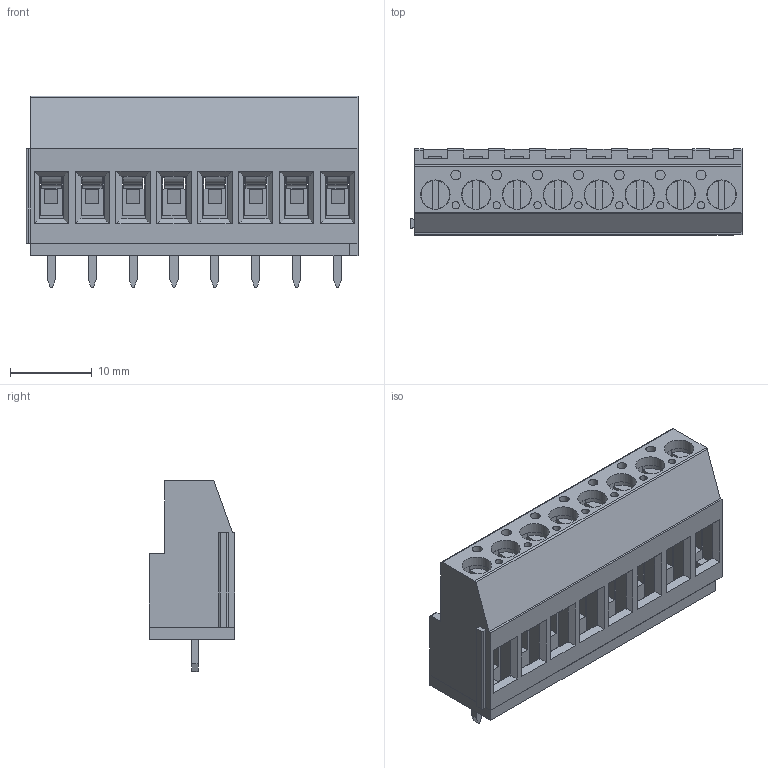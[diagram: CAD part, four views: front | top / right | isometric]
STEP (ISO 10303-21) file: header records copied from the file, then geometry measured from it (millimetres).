
FILE_DESCRIPTION(('STEP AP214'), '1');
FILE_NAME('DG129', '2019-12-15T01:19:30', ('AF'), (''), 'UNSPECIFIED', 'UNSPECIFIED', '');
FILE_SCHEMA(('AUTOMOTIVE_DESIGN { 1 0 10303 214 3 1 1}'));
Length unit declared in the file: millimetre
Assembly tree (24 placements, depth 2):
  (unnamed)
    (unnamed)  x8
    (unnamed)  x8
    (unnamed)  x8
Bounding box: 40.6 x 10.5 x 23.45 mm (x, y, z)
Volume: 4766.8 mm3; surface area: 11012.1 mm2
Topology: 26 solids, 26 shells, 1175 faces, 2869 edges, 1798 vertices
Faces by surface type: plane 944, cylinder 207, cone 16, torus 8
Full cylindrical faces by diameter (mm): 0.8 x14, 0.9 x7, 1.2 x21, 2.2 x8, 2.5 x8, 3 x8, 3.6 x8
Entity records: 23577 total; most frequent: CARTESIAN_POINT 3171, ORIENTED_EDGE 3006, DIRECTION 2979, EDGE_CURVE 1503, LINE 1287, VECTOR 1287, VERTEX_POINT 1006, AXIS2_PLACEMENT_3D 846
